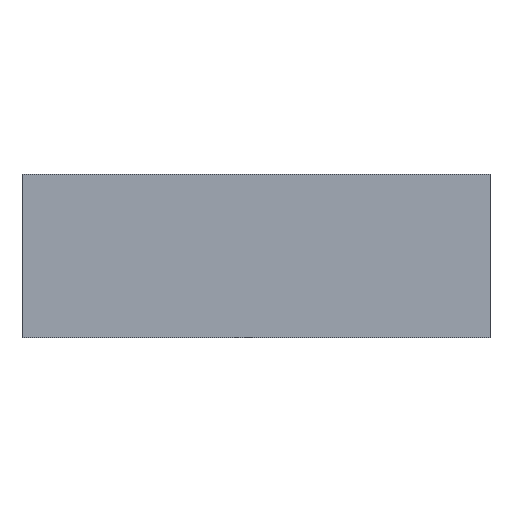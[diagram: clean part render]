
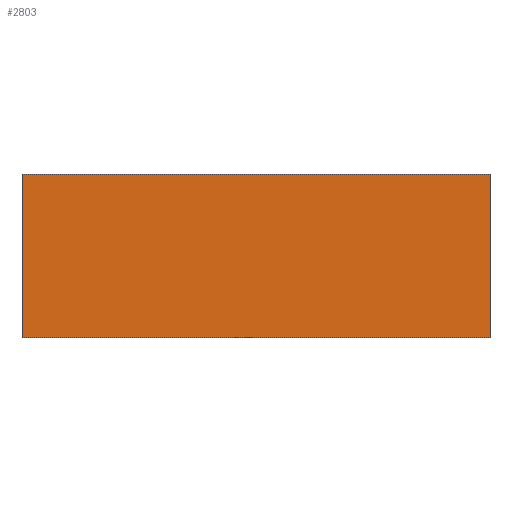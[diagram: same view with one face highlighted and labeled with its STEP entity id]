
A CAD part, front view. The second image highlights one B-rep face of the part: STEP entity #2803.
In plain terms, the highlighted planar face has unit normal (0, -1, 0).
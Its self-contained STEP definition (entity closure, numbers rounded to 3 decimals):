
#684 = VERTEX_POINT('',#685);
#685 = CARTESIAN_POINT('',(0.,-3.,-25.));
#691 = EDGE_CURVE('',#692,#684,#694,.T.);
#692 = VERTEX_POINT('',#693);
#693 = CARTESIAN_POINT('',(0.,-3.,3.));
#694 = LINE('',#695,#696);
#695 = CARTESIAN_POINT('',(0.,-3.,3.));
#696 = VECTOR('',#697,1.);
#697 = DIRECTION('',(-0.,-0.,-1.));
#738 = EDGE_CURVE('',#739,#692,#741,.T.);
#739 = VERTEX_POINT('',#740);
#740 = CARTESIAN_POINT('',(80.006,-3.,3.));
#741 = LINE('',#742,#743);
#742 = CARTESIAN_POINT('',(80.006,-3.,3.));
#743 = VECTOR('',#744,1.);
#744 = DIRECTION('',(-1.,0.,0.));
#2519 = VERTEX_POINT('',#2520);
#2520 = CARTESIAN_POINT('',(80.006,-3.,-25.));
#2526 = EDGE_CURVE('',#739,#2519,#2527,.T.);
#2527 = LINE('',#2528,#2529);
#2528 = CARTESIAN_POINT('',(80.006,-3.,3.));
#2529 = VECTOR('',#2530,1.);
#2530 = DIRECTION('',(-0.,-0.,-1.));
#2543 = EDGE_CURVE('',#2519,#684,#2544,.T.);
#2544 = LINE('',#2545,#2546);
#2545 = CARTESIAN_POINT('',(80.006,-3.,-25.));
#2546 = VECTOR('',#2547,1.);
#2547 = DIRECTION('',(-1.,0.,0.));
#2803 = ADVANCED_FACE('',(#2804),#2810,.F.);
#2804 = FACE_BOUND('',#2805,.F.);
#2805 = EDGE_LOOP('',(#2806,#2807,#2808,#2809));
#2806 = ORIENTED_EDGE('',*,*,#2526,.T.);
#2807 = ORIENTED_EDGE('',*,*,#2543,.T.);
#2808 = ORIENTED_EDGE('',*,*,#691,.F.);
#2809 = ORIENTED_EDGE('',*,*,#738,.F.);
#2810 = PLANE('',#2811);
#2811 = AXIS2_PLACEMENT_3D('',#2812,#2813,#2814);
#2812 = CARTESIAN_POINT('',(80.006,-3.,3.));
#2813 = DIRECTION('',(0.,1.,0.));
#2814 = DIRECTION('',(-1.,0.,0.));
